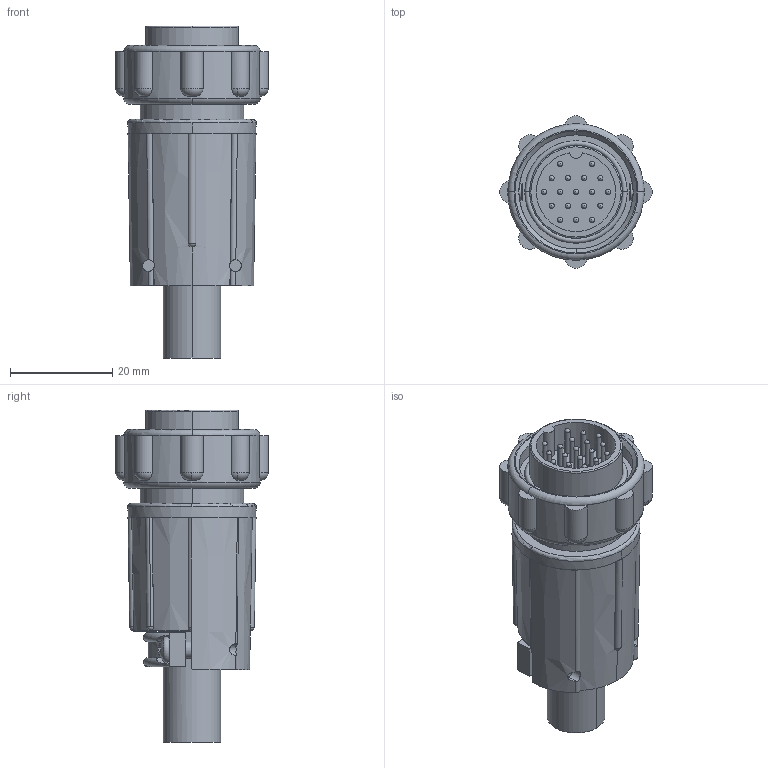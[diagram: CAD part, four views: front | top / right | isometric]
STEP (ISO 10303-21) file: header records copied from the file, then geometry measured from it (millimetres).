
FILE_DESCRIPTION (( 'STEP AP203' ), '1' );
FILE_NAME ('13280-18PG-331.STEP', '2013-11-21T20:44:26', ( 'J0FPBF1' ), ( '' ), 'SwSTEP 2.0', 'SolidWorks 2012', '' );
FILE_SCHEMA (( 'CONFIG_CONTROL_DESIGN' ));
Length unit declared in the file: inch
Products named in the file (1): 13280-18PG-331
Bounding box: 29.84 x 29.84 x 64.97 mm (x, y, z)
Volume: 20828.8 mm3; surface area: 8053.2 mm2
Topology: 1 solids, 1 shells, 268 faces, 705 edges, 447 vertices
Faces by surface type: plane 104, cylinder 98, torus 31, sphere 26, cone 9
Entity records: 9761 total; most frequent: CARTESIAN_POINT 3294, DIRECTION 1377, ORIENTED_EDGE 1334, EDGE_CURVE 667, AXIS2_PLACEMENT_3D 574, VERTEX_POINT 429, CIRCLE 305, EDGE_LOOP 300
